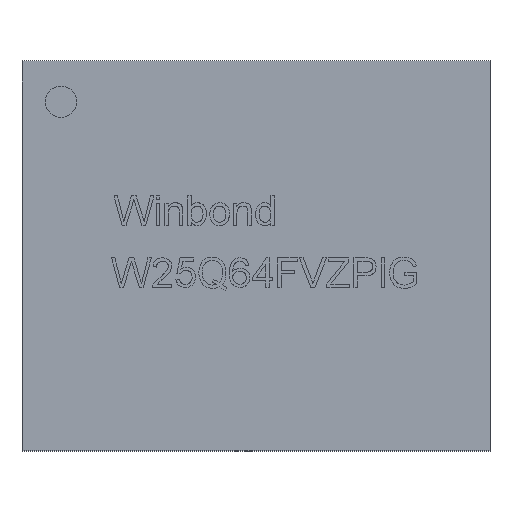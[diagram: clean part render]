
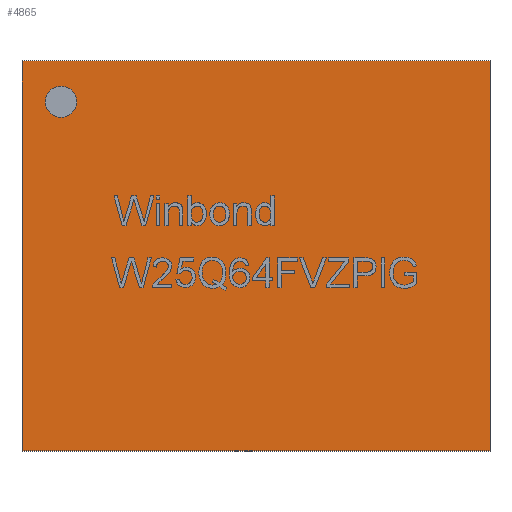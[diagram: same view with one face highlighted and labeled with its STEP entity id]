
A CAD part, top view. The second image highlights one B-rep face of the part: STEP entity #4865.
In plain terms, the highlighted planar face has unit normal (0, 0, 1).
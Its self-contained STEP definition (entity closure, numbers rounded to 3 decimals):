
#3162 = VERTEX_POINT('',#3163);
#3163 = CARTESIAN_POINT('',(-3.,2.5,0.8));
#3170 = PLANE('',#3171);
#3171 = AXIS2_PLACEMENT_3D('',#3172,#3173,#3174);
#3172 = CARTESIAN_POINT('',(-3.,2.5,0.02));
#3173 = DIRECTION('',(0.,1.,0.));
#3174 = DIRECTION('',(1.,0.,0.));
#3182 = PLANE('',#3183);
#3183 = AXIS2_PLACEMENT_3D('',#3184,#3185,#3186);
#3184 = CARTESIAN_POINT('',(-3.,-2.5,0.02));
#3185 = DIRECTION('',(-1.,0.,0.));
#3186 = DIRECTION('',(0.,1.,0.));
#3194 = EDGE_CURVE('',#3162,#3195,#3197,.T.);
#3195 = VERTEX_POINT('',#3196);
#3196 = CARTESIAN_POINT('',(3.,2.5,0.8));
#3197 = SURFACE_CURVE('',#3198,(#3202,#3209),.PCURVE_S1.);
#3198 = LINE('',#3199,#3200);
#3199 = CARTESIAN_POINT('',(-3.,2.5,0.8));
#3200 = VECTOR('',#3201,1.);
#3201 = DIRECTION('',(1.,0.,0.));
#3202 = PCURVE('',#3170,#3203);
#3203 = DEFINITIONAL_REPRESENTATION('',(#3204),#3208);
#3204 = LINE('',#3205,#3206);
#3205 = CARTESIAN_POINT('',(0.,-0.78));
#3206 = VECTOR('',#3207,1.);
#3207 = DIRECTION('',(1.,0.));
#3208 = ( GEOMETRIC_REPRESENTATION_CONTEXT(2) 
PARAMETRIC_REPRESENTATION_CONTEXT() REPRESENTATION_CONTEXT('2D SPACE',''
  ) );
#3209 = PCURVE('',#3210,#3215);
#3210 = PLANE('',#3211);
#3211 = AXIS2_PLACEMENT_3D('',#3212,#3213,#3214);
#3212 = CARTESIAN_POINT('',(0.,0.,0.8));
#3213 = DIRECTION('',(0.,0.,-1.));
#3214 = DIRECTION('',(-1.,0.,0.));
#3215 = DEFINITIONAL_REPRESENTATION('',(#3216),#3220);
#3216 = LINE('',#3217,#3218);
#3217 = CARTESIAN_POINT('',(3.,2.5));
#3218 = VECTOR('',#3219,1.);
#3219 = DIRECTION('',(-1.,0.));
#3220 = ( GEOMETRIC_REPRESENTATION_CONTEXT(2) 
PARAMETRIC_REPRESENTATION_CONTEXT() REPRESENTATION_CONTEXT('2D SPACE',''
  ) );
#3238 = PLANE('',#3239);
#3239 = AXIS2_PLACEMENT_3D('',#3240,#3241,#3242);
#3240 = CARTESIAN_POINT('',(3.,2.5,0.02));
#3241 = DIRECTION('',(1.,0.,0.));
#3242 = DIRECTION('',(0.,-1.,0.));
#3305 = VERTEX_POINT('',#3306);
#3306 = CARTESIAN_POINT('',(-3.,-2.5,0.8));
#3320 = PLANE('',#3321);
#3321 = AXIS2_PLACEMENT_3D('',#3322,#3323,#3324);
#3322 = CARTESIAN_POINT('',(3.,-2.5,0.02));
#3323 = DIRECTION('',(0.,-1.,0.));
#3324 = DIRECTION('',(-1.,0.,0.));
#3332 = EDGE_CURVE('',#3305,#3162,#3333,.T.);
#3333 = SURFACE_CURVE('',#3334,(#3338,#3345),.PCURVE_S1.);
#3334 = LINE('',#3335,#3336);
#3335 = CARTESIAN_POINT('',(-3.,-2.5,0.8));
#3336 = VECTOR('',#3337,1.);
#3337 = DIRECTION('',(0.,1.,0.));
#3338 = PCURVE('',#3182,#3339);
#3339 = DEFINITIONAL_REPRESENTATION('',(#3340),#3344);
#3340 = LINE('',#3341,#3342);
#3341 = CARTESIAN_POINT('',(0.,-0.78));
#3342 = VECTOR('',#3343,1.);
#3343 = DIRECTION('',(1.,0.));
#3344 = ( GEOMETRIC_REPRESENTATION_CONTEXT(2) 
PARAMETRIC_REPRESENTATION_CONTEXT() REPRESENTATION_CONTEXT('2D SPACE',''
  ) );
#3345 = PCURVE('',#3210,#3346);
#3346 = DEFINITIONAL_REPRESENTATION('',(#3347),#3351);
#3347 = LINE('',#3348,#3349);
#3348 = CARTESIAN_POINT('',(3.,-2.5));
#3349 = VECTOR('',#3350,1.);
#3350 = DIRECTION('',(0.,1.));
#3351 = ( GEOMETRIC_REPRESENTATION_CONTEXT(2) 
PARAMETRIC_REPRESENTATION_CONTEXT() REPRESENTATION_CONTEXT('2D SPACE',''
  ) );
#3807 = EDGE_CURVE('',#3195,#3808,#3810,.T.);
#3808 = VERTEX_POINT('',#3809);
#3809 = CARTESIAN_POINT('',(3.,-2.5,0.8));
#3810 = SURFACE_CURVE('',#3811,(#3815,#3822),.PCURVE_S1.);
#3811 = LINE('',#3812,#3813);
#3812 = CARTESIAN_POINT('',(3.,2.5,0.8));
#3813 = VECTOR('',#3814,1.);
#3814 = DIRECTION('',(0.,-1.,0.));
#3815 = PCURVE('',#3238,#3816);
#3816 = DEFINITIONAL_REPRESENTATION('',(#3817),#3821);
#3817 = LINE('',#3818,#3819);
#3818 = CARTESIAN_POINT('',(0.,-0.78));
#3819 = VECTOR('',#3820,1.);
#3820 = DIRECTION('',(1.,0.));
#3821 = ( GEOMETRIC_REPRESENTATION_CONTEXT(2) 
PARAMETRIC_REPRESENTATION_CONTEXT() REPRESENTATION_CONTEXT('2D SPACE',''
  ) );
#3822 = PCURVE('',#3210,#3823);
#3823 = DEFINITIONAL_REPRESENTATION('',(#3824),#3828);
#3824 = LINE('',#3825,#3826);
#3825 = CARTESIAN_POINT('',(-3.,2.5));
#3826 = VECTOR('',#3827,1.);
#3827 = DIRECTION('',(0.,-1.));
#3828 = ( GEOMETRIC_REPRESENTATION_CONTEXT(2) 
PARAMETRIC_REPRESENTATION_CONTEXT() REPRESENTATION_CONTEXT('2D SPACE',''
  ) );
#4865 = ADVANCED_FACE('',(#4866,#4892),#3210,.F.);
#4866 = FACE_BOUND('',#4867,.F.);
#4867 = EDGE_LOOP('',(#4868,#4869,#4870,#4891));
#4868 = ORIENTED_EDGE('',*,*,#3194,.T.);
#4869 = ORIENTED_EDGE('',*,*,#3807,.T.);
#4870 = ORIENTED_EDGE('',*,*,#4871,.T.);
#4871 = EDGE_CURVE('',#3808,#3305,#4872,.T.);
#4872 = SURFACE_CURVE('',#4873,(#4877,#4884),.PCURVE_S1.);
#4873 = LINE('',#4874,#4875);
#4874 = CARTESIAN_POINT('',(3.,-2.5,0.8));
#4875 = VECTOR('',#4876,1.);
#4876 = DIRECTION('',(-1.,0.,0.));
#4877 = PCURVE('',#3210,#4878);
#4878 = DEFINITIONAL_REPRESENTATION('',(#4879),#4883);
#4879 = LINE('',#4880,#4881);
#4880 = CARTESIAN_POINT('',(-3.,-2.5));
#4881 = VECTOR('',#4882,1.);
#4882 = DIRECTION('',(1.,0.));
#4883 = ( GEOMETRIC_REPRESENTATION_CONTEXT(2) 
PARAMETRIC_REPRESENTATION_CONTEXT() REPRESENTATION_CONTEXT('2D SPACE',''
  ) );
#4884 = PCURVE('',#3320,#4885);
#4885 = DEFINITIONAL_REPRESENTATION('',(#4886),#4890);
#4886 = LINE('',#4887,#4888);
#4887 = CARTESIAN_POINT('',(0.,-0.78));
#4888 = VECTOR('',#4889,1.);
#4889 = DIRECTION('',(1.,0.));
#4890 = ( GEOMETRIC_REPRESENTATION_CONTEXT(2) 
PARAMETRIC_REPRESENTATION_CONTEXT() REPRESENTATION_CONTEXT('2D SPACE',''
  ) );
#4891 = ORIENTED_EDGE('',*,*,#3332,.T.);
#4892 = FACE_BOUND('',#4893,.F.);
#4893 = EDGE_LOOP('',(#4894));
#4894 = ORIENTED_EDGE('',*,*,#4895,.T.);
#4895 = EDGE_CURVE('',#4896,#4896,#4898,.T.);
#4896 = VERTEX_POINT('',#4897);
#4897 = CARTESIAN_POINT('',(-2.3,1.977,0.8));
#4898 = SURFACE_CURVE('',#4899,(#4904,#4915),.PCURVE_S1.);
#4899 = CIRCLE('',#4900,0.2);
#4900 = AXIS2_PLACEMENT_3D('',#4901,#4902,#4903);
#4901 = CARTESIAN_POINT('',(-2.5,1.977,0.8));
#4902 = DIRECTION('',(0.,0.,1.));
#4903 = DIRECTION('',(1.,0.,0.));
#4904 = PCURVE('',#3210,#4905);
#4905 = DEFINITIONAL_REPRESENTATION('',(#4906),#4914);
#4906 = ( BOUNDED_CURVE() B_SPLINE_CURVE(2,(#4907,#4908,#4909,#4910,
#4911,#4912,#4913),.UNSPECIFIED.,.T.,.F.) B_SPLINE_CURVE_WITH_KNOTS((1,2
    ,2,2,2,1),(-2.094,0.,2.094,4.189,
6.283,8.378),.UNSPECIFIED.) CURVE() 
GEOMETRIC_REPRESENTATION_ITEM() RATIONAL_B_SPLINE_CURVE((1.,0.5,1.,0.5,
1.,0.5,1.)) REPRESENTATION_ITEM('') );
#4907 = CARTESIAN_POINT('',(2.3,1.977));
#4908 = CARTESIAN_POINT('',(2.3,2.324));
#4909 = CARTESIAN_POINT('',(2.6,2.151));
#4910 = CARTESIAN_POINT('',(2.9,1.977));
#4911 = CARTESIAN_POINT('',(2.6,1.804));
#4912 = CARTESIAN_POINT('',(2.3,1.631));
#4913 = CARTESIAN_POINT('',(2.3,1.977));
#4914 = ( GEOMETRIC_REPRESENTATION_CONTEXT(2) 
PARAMETRIC_REPRESENTATION_CONTEXT() REPRESENTATION_CONTEXT('2D SPACE',''
  ) );
#4915 = PCURVE('',#4916,#4921);
#4916 = CYLINDRICAL_SURFACE('',#4917,0.2);
#4917 = AXIS2_PLACEMENT_3D('',#4918,#4919,#4920);
#4918 = CARTESIAN_POINT('',(-2.5,1.977,0.8));
#4919 = DIRECTION('',(0.,0.,1.));
#4920 = DIRECTION('',(1.,0.,0.));
#4921 = DEFINITIONAL_REPRESENTATION('',(#4922),#4926);
#4922 = LINE('',#4923,#4924);
#4923 = CARTESIAN_POINT('',(0.,0.));
#4924 = VECTOR('',#4925,1.);
#4925 = DIRECTION('',(1.,0.));
#4926 = ( GEOMETRIC_REPRESENTATION_CONTEXT(2) 
PARAMETRIC_REPRESENTATION_CONTEXT() REPRESENTATION_CONTEXT('2D SPACE',''
  ) );
